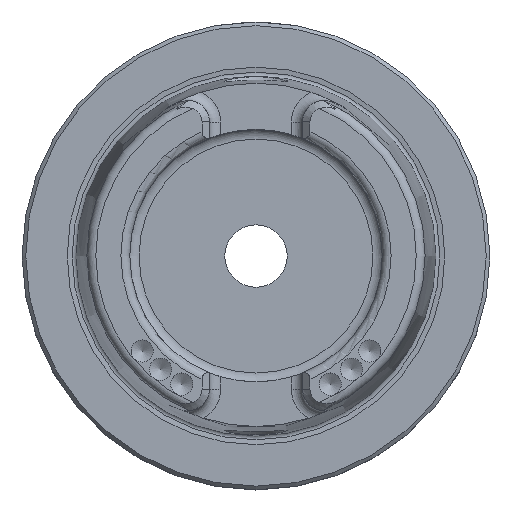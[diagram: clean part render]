
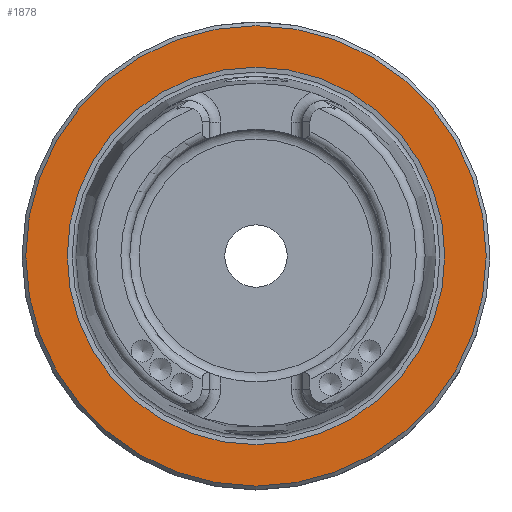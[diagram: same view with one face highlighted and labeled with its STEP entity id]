
A CAD part, top view. The second image highlights one B-rep face of the part: STEP entity #1878.
In plain terms, the highlighted planar face has unit normal (0, 0, 1).
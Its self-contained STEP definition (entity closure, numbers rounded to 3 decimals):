
#142=PLANE('',#2033);
#469=ORIENTED_EDGE('',*,*,#687,.F.);
#470=ORIENTED_EDGE('',*,*,#686,.T.);
#686=EDGE_CURVE('',#813,#813,#890,.T.);
#687=EDGE_CURVE('',#814,#814,#891,.T.);
#813=VERTEX_POINT('',#3060);
#814=VERTEX_POINT('',#3063);
#890=CIRCLE('',#2032,31.);
#891=CIRCLE('',#2034,25.423);
#1003=EDGE_LOOP('',(#469));
#1004=EDGE_LOOP('',(#470));
#1145=FACE_BOUND('',#1003,.T.);
#1146=FACE_BOUND('',#1004,.T.);
#1878=ADVANCED_FACE('',(#1145,#1146),#142,.F.);
#2032=AXIS2_PLACEMENT_3D('',#3059,#2364,#2365);
#2033=AXIS2_PLACEMENT_3D('',#3061,#2366,#2367);
#2034=AXIS2_PLACEMENT_3D('',#3062,#2368,#2369);
#2364=DIRECTION('',(0.,0.,1.));
#2365=DIRECTION('',(1.,0.,0.));
#2366=DIRECTION('',(0.,0.,-1.));
#2367=DIRECTION('',(-1.,0.,0.));
#2368=DIRECTION('',(0.,0.,1.));
#2369=DIRECTION('',(1.,0.,0.));
#3059=CARTESIAN_POINT('',(0.,0.,0.));
#3060=CARTESIAN_POINT('',(31.,0.,0.));
#3061=CARTESIAN_POINT('',(25.423,0.,0.));
#3062=CARTESIAN_POINT('',(0.,0.,0.));
#3063=CARTESIAN_POINT('',(25.423,0.,0.));
